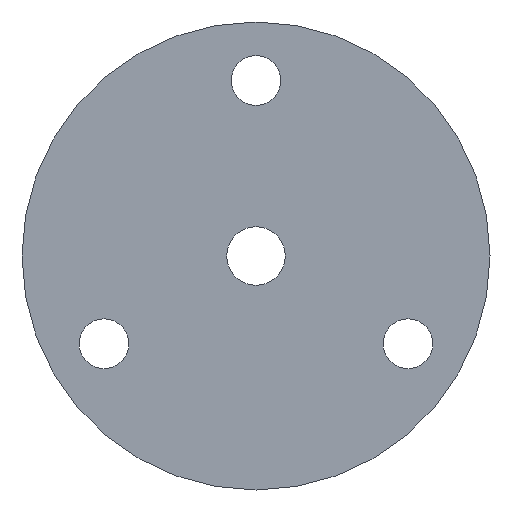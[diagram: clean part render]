
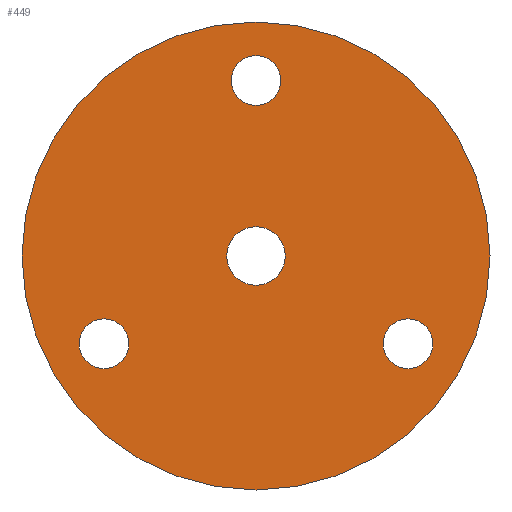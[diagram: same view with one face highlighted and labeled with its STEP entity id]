
A CAD part, front view. The second image highlights one B-rep face of the part: STEP entity #449.
In plain terms, the highlighted planar face has unit normal (0, -1, 0).
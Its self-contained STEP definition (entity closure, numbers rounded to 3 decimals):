
#5 = CIRCLE ( 'NONE', #341, 4.25 ) ;
#11 = CIRCLE ( 'NONE', #67, 5. ) ;
#14 = AXIS2_PLACEMENT_3D ( 'NONE', #17, #311, #315 ) ;
#17 = CARTESIAN_POINT ( 'NONE',  ( -25.981, 0., -15. ) ) ;
#20 = PLANE ( 'NONE',  #86 ) ;
#30 = CARTESIAN_POINT ( 'NONE',  ( 0., 0., 0. ) ) ;
#33 = DIRECTION ( 'NONE',  ( 0., 1., 0. ) ) ;
#42 = CARTESIAN_POINT ( 'NONE',  ( 0., 0., 0. ) ) ;
#44 = CIRCLE ( 'NONE', #14, 4.25 ) ;
#48 = CARTESIAN_POINT ( 'NONE',  ( 25.981, 0., -15. ) ) ;
#56 = VERTEX_POINT ( 'NONE', #152 ) ;
#58 = DIRECTION ( 'NONE',  ( 0., 0., 1. ) ) ;
#61 = FACE_OUTER_BOUND ( 'NONE', #87, .T. ) ;
#65 = EDGE_LOOP ( 'NONE', ( #106, #419 ) ) ;
#67 = AXIS2_PLACEMENT_3D ( 'NONE', #90, #393, #461 ) ;
#76 = AXIS2_PLACEMENT_3D ( 'NONE', #322, #238, #280 ) ;
#77 = DIRECTION ( 'NONE',  ( 0., 0., 1. ) ) ;
#78 = CARTESIAN_POINT ( 'NONE',  ( 25.981, 0., -10.75 ) ) ;
#84 = EDGE_CURVE ( 'NONE', #398, #131, #5, .T. ) ;
#86 = AXIS2_PLACEMENT_3D ( 'NONE', #30, #181, #332 ) ;
#87 = EDGE_LOOP ( 'NONE', ( #295, #317 ) ) ;
#90 = CARTESIAN_POINT ( 'NONE',  ( 0., 0., 0. ) ) ;
#99 = VERTEX_POINT ( 'NONE', #222 ) ;
#102 = DIRECTION ( 'NONE',  ( 0., 1., 0. ) ) ;
#104 = AXIS2_PLACEMENT_3D ( 'NONE', #278, #357, #58 ) ;
#106 = ORIENTED_EDGE ( 'NONE', *, *, #348, .T. ) ;
#114 = DIRECTION ( 'NONE',  ( 0., 1., 0. ) ) ;
#116 = DIRECTION ( 'NONE',  ( 0., 0., 1. ) ) ;
#121 = DIRECTION ( 'NONE',  ( 0., 0., 1. ) ) ;
#130 = AXIS2_PLACEMENT_3D ( 'NONE', #226, #102, #405 ) ;
#131 = VERTEX_POINT ( 'NONE', #408 ) ;
#132 = CARTESIAN_POINT ( 'NONE',  ( 0., 0., -40. ) ) ;
#141 = VERTEX_POINT ( 'NONE', #78 ) ;
#145 = EDGE_LOOP ( 'NONE', ( #214, #187 ) ) ;
#146 = CARTESIAN_POINT ( 'NONE',  ( 0., 0., 30. ) ) ;
#152 = CARTESIAN_POINT ( 'NONE',  ( 0., 0., -5. ) ) ;
#154 = AXIS2_PLACEMENT_3D ( 'NONE', #385, #350, #77 ) ;
#162 = EDGE_CURVE ( 'NONE', #99, #56, #264, .T. ) ;
#164 = DIRECTION ( 'NONE',  ( 0., 1., 0. ) ) ;
#173 = FACE_BOUND ( 'NONE', #65, .T. ) ;
#175 = CARTESIAN_POINT ( 'NONE',  ( 25.981, 0., -19.25 ) ) ;
#181 = DIRECTION ( 'NONE',  ( 0., 1., 0. ) ) ;
#187 = ORIENTED_EDGE ( 'NONE', *, *, #84, .T. ) ;
#189 = CIRCLE ( 'NONE', #242, 4.25 ) ;
#196 = CARTESIAN_POINT ( 'NONE',  ( 0., 0., 0. ) ) ;
#203 = EDGE_LOOP ( 'NONE', ( #406, #384 ) ) ;
#211 = FACE_BOUND ( 'NONE', #440, .T. ) ;
#213 = FACE_BOUND ( 'NONE', #145, .T. ) ;
#214 = ORIENTED_EDGE ( 'NONE', *, *, #410, .T. ) ;
#222 = CARTESIAN_POINT ( 'NONE',  ( 0., 0., 5. ) ) ;
#225 = EDGE_CURVE ( 'NONE', #471, #324, #44, .T. ) ;
#226 = CARTESIAN_POINT ( 'NONE',  ( 0., 0., 0. ) ) ;
#232 = EDGE_CURVE ( 'NONE', #403, #271, #323, .T. ) ;
#238 = DIRECTION ( 'NONE',  ( 0., 1., 0. ) ) ;
#242 = AXIS2_PLACEMENT_3D ( 'NONE', #48, #343, #345 ) ;
#244 = FACE_BOUND ( 'NONE', #203, .T. ) ;
#251 = EDGE_CURVE ( 'NONE', #324, #471, #358, .T. ) ;
#263 = EDGE_CURVE ( 'NONE', #271, #403, #330, .T. ) ;
#264 = CIRCLE ( 'NONE', #130, 5. ) ;
#268 = EDGE_CURVE ( 'NONE', #353, #141, #189, .T. ) ;
#271 = VERTEX_POINT ( 'NONE', #313 ) ;
#278 = CARTESIAN_POINT ( 'NONE',  ( 25.981, 0., -15. ) ) ;
#280 = DIRECTION ( 'NONE',  ( 0., 0., 1. ) ) ;
#287 = CARTESIAN_POINT ( 'NONE',  ( -25.981, 0., -19.25 ) ) ;
#295 = ORIENTED_EDGE ( 'NONE', *, *, #232, .F. ) ;
#296 = AXIS2_PLACEMENT_3D ( 'NONE', #196, #164, #121 ) ;
#311 = DIRECTION ( 'NONE',  ( 0., 1., 0. ) ) ;
#313 = CARTESIAN_POINT ( 'NONE',  ( 0., 0., 40. ) ) ;
#315 = DIRECTION ( 'NONE',  ( 0., 0., 1. ) ) ;
#317 = ORIENTED_EDGE ( 'NONE', *, *, #263, .F. ) ;
#318 = CIRCLE ( 'NONE', #104, 4.25 ) ;
#322 = CARTESIAN_POINT ( 'NONE',  ( 0., 0., 30. ) ) ;
#323 = CIRCLE ( 'NONE', #296, 40. ) ;
#324 = VERTEX_POINT ( 'NONE', #287 ) ;
#327 = CARTESIAN_POINT ( 'NONE',  ( 0., 0., 25.75 ) ) ;
#330 = CIRCLE ( 'NONE', #426, 40. ) ;
#332 = DIRECTION ( 'NONE',  ( 0., 0., 1. ) ) ;
#341 = AXIS2_PLACEMENT_3D ( 'NONE', #146, #33, #444 ) ;
#343 = DIRECTION ( 'NONE',  ( 0., 1., 0. ) ) ;
#345 = DIRECTION ( 'NONE',  ( 0., 0., 1. ) ) ;
#346 = EDGE_CURVE ( 'NONE', #56, #99, #11, .T. ) ;
#348 = EDGE_CURVE ( 'NONE', #141, #353, #318, .T. ) ;
#350 = DIRECTION ( 'NONE',  ( 0., 1., 0. ) ) ;
#353 = VERTEX_POINT ( 'NONE', #175 ) ;
#357 = DIRECTION ( 'NONE',  ( 0., 1., 0. ) ) ;
#358 = CIRCLE ( 'NONE', #154, 4.25 ) ;
#372 = ORIENTED_EDGE ( 'NONE', *, *, #162, .T. ) ;
#384 = ORIENTED_EDGE ( 'NONE', *, *, #251, .T. ) ;
#385 = CARTESIAN_POINT ( 'NONE',  ( -25.981, 0., -15. ) ) ;
#393 = DIRECTION ( 'NONE',  ( 0., 1., 0. ) ) ;
#398 = VERTEX_POINT ( 'NONE', #327 ) ;
#403 = VERTEX_POINT ( 'NONE', #132 ) ;
#405 = DIRECTION ( 'NONE',  ( 0., 0., 1. ) ) ;
#406 = ORIENTED_EDGE ( 'NONE', *, *, #225, .T. ) ;
#408 = CARTESIAN_POINT ( 'NONE',  ( 0., 0., 34.25 ) ) ;
#410 = EDGE_CURVE ( 'NONE', #131, #398, #457, .T. ) ;
#419 = ORIENTED_EDGE ( 'NONE', *, *, #268, .T. ) ;
#426 = AXIS2_PLACEMENT_3D ( 'NONE', #42, #114, #116 ) ;
#432 = CARTESIAN_POINT ( 'NONE',  ( -25.981, 0., -10.75 ) ) ;
#440 = EDGE_LOOP ( 'NONE', ( #468, #372 ) ) ;
#444 = DIRECTION ( 'NONE',  ( 0., 0., 1. ) ) ;
#449 = ADVANCED_FACE ( 'NONE', ( #173, #244, #213, #61, #211 ), #20, .F. ) ;
#457 = CIRCLE ( 'NONE', #76, 4.25 ) ;
#461 = DIRECTION ( 'NONE',  ( 0., 0., 1. ) ) ;
#468 = ORIENTED_EDGE ( 'NONE', *, *, #346, .T. ) ;
#471 = VERTEX_POINT ( 'NONE', #432 ) ;
